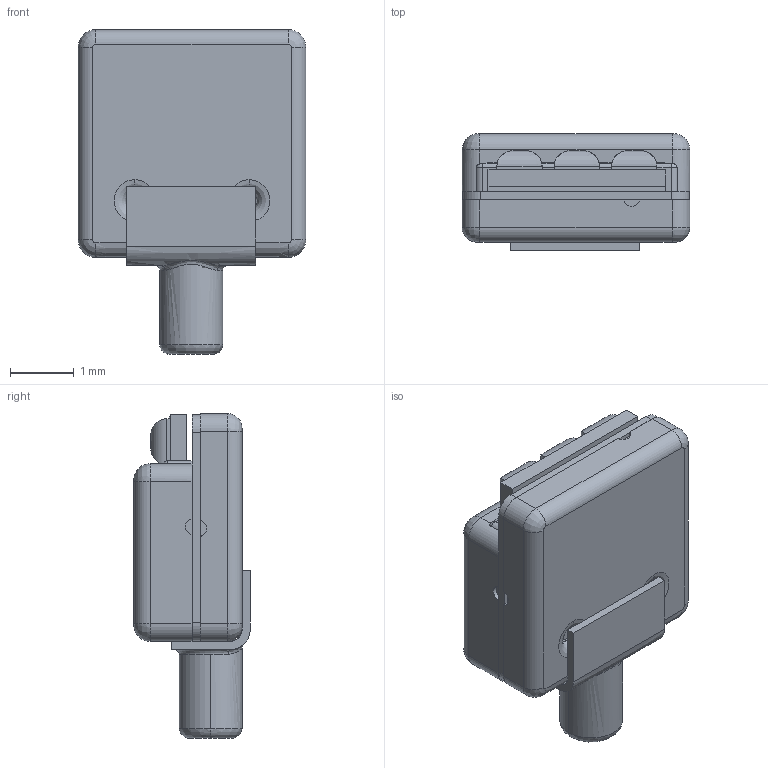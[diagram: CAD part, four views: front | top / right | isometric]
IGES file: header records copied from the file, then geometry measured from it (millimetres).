
Start section:  PTC IGES file: tm-23568-c56_sw.igs
Global section: file name: tm-23568-c56_sw.igs; native system: Pro/ENGINEER by Parametric Technology Corporation; preprocessor: 2011220; author: oqiu; organization: Unknown; date: 20130219.103649; units: inch
Bounding box: 3.58 x 1.83 x 5.11 mm (x, y, z)
Volume: 7.5 mm3; surface area: 104.5 mm2
Topology: 1 solids, 1 shells, 285 faces, 769 edges, 472 vertices
Faces by surface type: bspline 146, revolution 139
